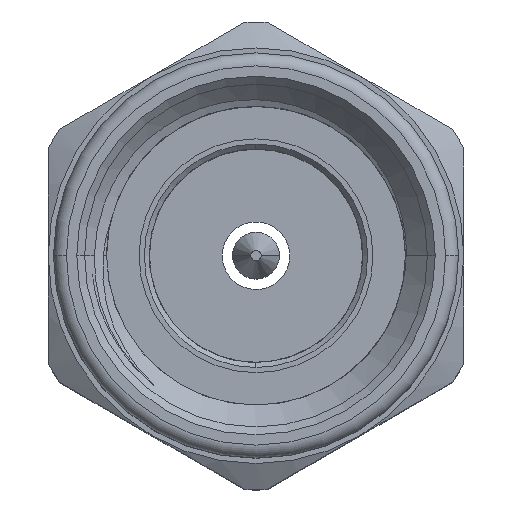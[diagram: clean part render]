
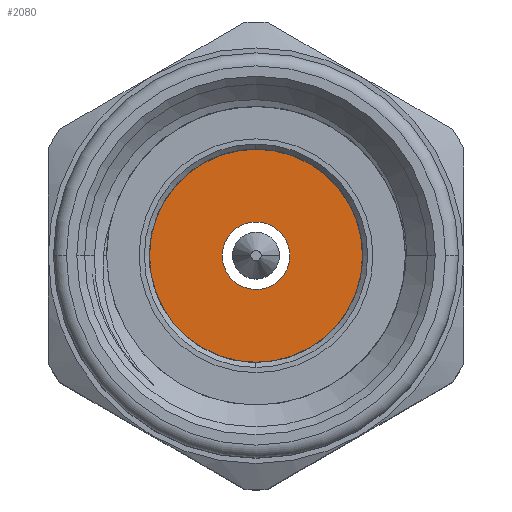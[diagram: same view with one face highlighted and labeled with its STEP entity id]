
A CAD part, top view. The second image highlights one B-rep face of the part: STEP entity #2080.
In plain terms, the highlighted planar face has unit normal (0, 0, 1).
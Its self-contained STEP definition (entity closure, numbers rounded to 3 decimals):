
#26 = DIRECTION ( 'NONE',  ( -0.453, 0.891, 0. ) ) ;
#86 = DIRECTION ( 'NONE',  ( -0.453, 0.891, 0. ) ) ;
#113 = AXIS2_PLACEMENT_3D ( 'NONE', #1742, #1182, #993 ) ;
#210 = FACE_OUTER_BOUND ( 'NONE', #1072, .T. ) ;
#433 = ORIENTED_EDGE ( 'NONE', *, *, #959, .F. ) ;
#454 = CARTESIAN_POINT ( 'NONE',  ( 0., 0., 16.9 ) ) ;
#631 = CARTESIAN_POINT ( 'NONE',  ( 0.294, -0.579, 16.9 ) ) ;
#662 = EDGE_CURVE ( 'NONE', #1311, #1315, #986, .T. ) ;
#759 = AXIS2_PLACEMENT_3D ( 'NONE', #454, #1221, #1797 ) ;
#766 = VERTEX_POINT ( 'NONE', #2408 ) ;
#833 = EDGE_CURVE ( 'NONE', #766, #1608, #2433, .T. ) ;
#859 = CARTESIAN_POINT ( 'NONE',  ( -0.931, 1.832, 16.9 ) ) ;
#959 = EDGE_CURVE ( 'NONE', #1315, #1311, #1588, .T. ) ;
#982 = PLANE ( 'NONE',  #113 ) ;
#986 = CIRCLE ( 'NONE', #1751, 2.055 ) ;
#993 = DIRECTION ( 'NONE',  ( 0.453, -0.891, 0. ) ) ;
#1008 = DIRECTION ( 'NONE',  ( 0., 0., -1. ) ) ;
#1072 = EDGE_LOOP ( 'NONE', ( #1642, #433 ) ) ;
#1085 = DIRECTION ( 'NONE',  ( 0., 0., -1. ) ) ;
#1182 = DIRECTION ( 'NONE',  ( 0., 0., 1. ) ) ;
#1221 = DIRECTION ( 'NONE',  ( 0., 0., -1. ) ) ;
#1311 = VERTEX_POINT ( 'NONE', #859 ) ;
#1315 = VERTEX_POINT ( 'NONE', #2214 ) ;
#1359 = FACE_BOUND ( 'NONE', #1417, .T. ) ;
#1417 = EDGE_LOOP ( 'NONE', ( #1614, #2167 ) ) ;
#1426 = AXIS2_PLACEMENT_3D ( 'NONE', #1453, #1085, #2012 ) ;
#1453 = CARTESIAN_POINT ( 'NONE',  ( 0., 0., 16.9 ) ) ;
#1588 = CIRCLE ( 'NONE', #1426, 2.055 ) ;
#1608 = VERTEX_POINT ( 'NONE', #631 ) ;
#1614 = ORIENTED_EDGE ( 'NONE', *, *, #833, .T. ) ;
#1642 = ORIENTED_EDGE ( 'NONE', *, *, #662, .F. ) ;
#1742 = CARTESIAN_POINT ( 'NONE',  ( -0.294, 0.579, 16.9 ) ) ;
#1751 = AXIS2_PLACEMENT_3D ( 'NONE', #1888, #1911, #26 ) ;
#1781 = EDGE_CURVE ( 'NONE', #1608, #766, #2401, .T. ) ;
#1797 = DIRECTION ( 'NONE',  ( -0.453, 0.891, 0. ) ) ;
#1825 = AXIS2_PLACEMENT_3D ( 'NONE', #2179, #1008, #86 ) ;
#1888 = CARTESIAN_POINT ( 'NONE',  ( 0., 0., 16.9 ) ) ;
#1911 = DIRECTION ( 'NONE',  ( 0., 0., -1. ) ) ;
#2012 = DIRECTION ( 'NONE',  ( -0.453, 0.891, 0. ) ) ;
#2080 = ADVANCED_FACE ( 'NONE', ( #1359, #210 ), #982, .T. ) ;
#2167 = ORIENTED_EDGE ( 'NONE', *, *, #1781, .T. ) ;
#2179 = CARTESIAN_POINT ( 'NONE',  ( 0., 0., 16.9 ) ) ;
#2214 = CARTESIAN_POINT ( 'NONE',  ( 0.931, -1.832, 16.9 ) ) ;
#2401 = CIRCLE ( 'NONE', #759, 0.65 ) ;
#2408 = CARTESIAN_POINT ( 'NONE',  ( -0.294, 0.579, 16.9 ) ) ;
#2433 = CIRCLE ( 'NONE', #1825, 0.65 ) ;
